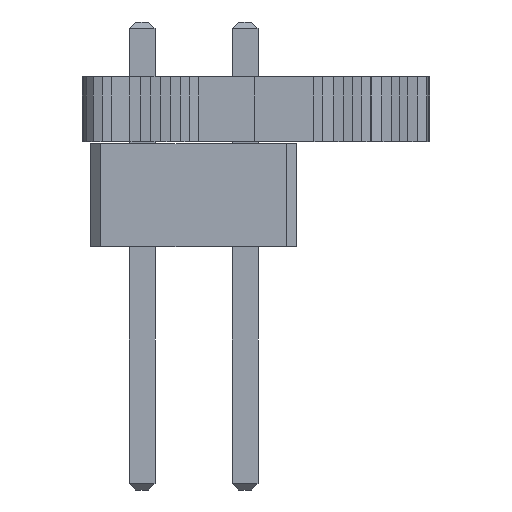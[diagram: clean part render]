
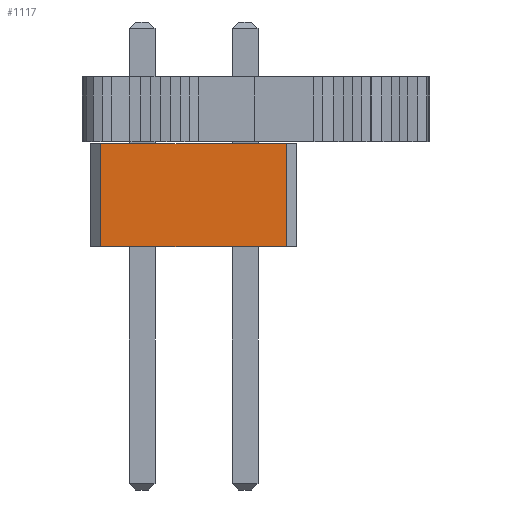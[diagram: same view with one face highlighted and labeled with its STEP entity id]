
A CAD part, left-side view. The second image highlights one B-rep face of the part: STEP entity #1117.
In plain terms, the highlighted face is planar.
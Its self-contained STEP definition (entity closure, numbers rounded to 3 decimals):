
#219 = VERTEX_POINT('',#220);
#220 = CARTESIAN_POINT('',(-1.016,-6.35,0.));
#226 = EDGE_CURVE('',#219,#227,#229,.T.);
#227 = VERTEX_POINT('',#228);
#228 = CARTESIAN_POINT('',(3.556,-6.35,0.));
#229 = LINE('',#230,#231);
#230 = CARTESIAN_POINT('',(-1.016,-6.35,0.));
#231 = VECTOR('',#232,1.);
#232 = DIRECTION('',(1.,0.,0.));
#568 = VERTEX_POINT('',#569);
#569 = CARTESIAN_POINT('',(-1.016,-6.35,2.54));
#575 = EDGE_CURVE('',#568,#576,#578,.T.);
#576 = VERTEX_POINT('',#577);
#577 = CARTESIAN_POINT('',(3.556,-6.35,2.54));
#578 = LINE('',#579,#580);
#579 = CARTESIAN_POINT('',(-1.016,-6.35,2.54));
#580 = VECTOR('',#581,1.);
#581 = DIRECTION('',(1.,0.,0.));
#1089 = EDGE_CURVE('',#219,#568,#1090,.T.);
#1090 = LINE('',#1091,#1092);
#1091 = CARTESIAN_POINT('',(-1.016,-6.35,0.));
#1092 = VECTOR('',#1093,1.);
#1093 = DIRECTION('',(0.,0.,1.));
#1117 = ADVANCED_FACE('',(#1118),#1129,.F.);
#1118 = FACE_BOUND('',#1119,.F.);
#1119 = EDGE_LOOP('',(#1120,#1121,#1122,#1128));
#1120 = ORIENTED_EDGE('',*,*,#1089,.T.);
#1121 = ORIENTED_EDGE('',*,*,#575,.T.);
#1122 = ORIENTED_EDGE('',*,*,#1123,.F.);
#1123 = EDGE_CURVE('',#227,#576,#1124,.T.);
#1124 = LINE('',#1125,#1126);
#1125 = CARTESIAN_POINT('',(3.556,-6.35,0.));
#1126 = VECTOR('',#1127,1.);
#1127 = DIRECTION('',(0.,0.,1.));
#1128 = ORIENTED_EDGE('',*,*,#226,.F.);
#1129 = PLANE('',#1130);
#1130 = AXIS2_PLACEMENT_3D('',#1131,#1132,#1133);
#1131 = CARTESIAN_POINT('',(-1.016,-6.35,0.));
#1132 = DIRECTION('',(0.,1.,0.));
#1133 = DIRECTION('',(1.,0.,0.));
